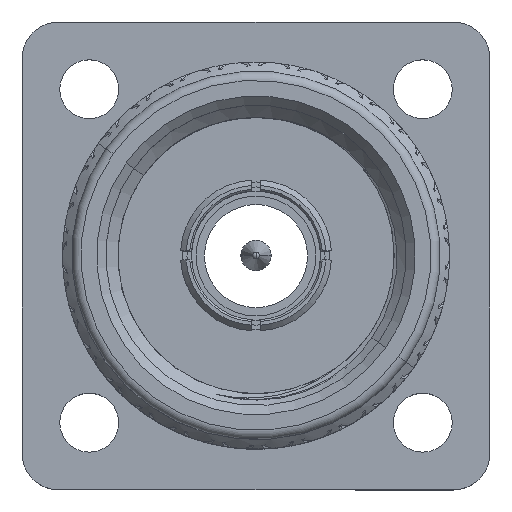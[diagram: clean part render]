
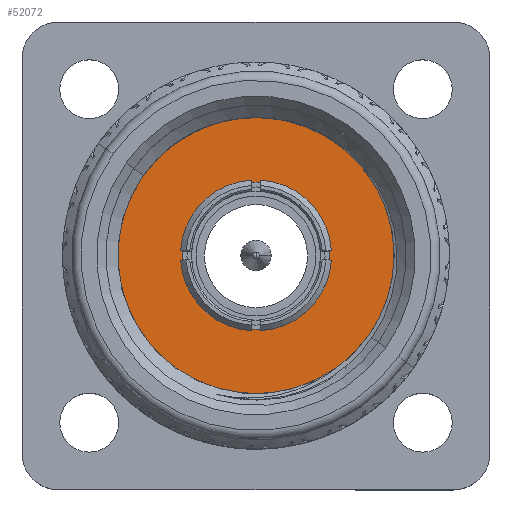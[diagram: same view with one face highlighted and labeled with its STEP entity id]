
A CAD part, top view. The second image highlights one B-rep face of the part: STEP entity #52072.
In plain terms, the highlighted planar face has unit normal (0, 0, 1).
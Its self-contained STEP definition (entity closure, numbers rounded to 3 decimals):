
#2367 = ORIENTED_EDGE ( 'NONE', *, *, #17258, .F. ) ;
#3961 = VERTEX_POINT ( 'NONE', #74410 ) ;
#4007 = ORIENTED_EDGE ( 'NONE', *, *, #98123, .F. ) ;
#5799 = DIRECTION ( 'NONE',  ( -1., 0., 0. ) ) ;
#15946 = DIRECTION ( 'NONE',  ( -1., 0., 0. ) ) ;
#17258 = EDGE_CURVE ( 'NONE', #62022, #33231, #83178, .T. ) ;
#20370 = DIRECTION ( 'NONE',  ( 0., 0., -1. ) ) ;
#22381 = EDGE_LOOP ( 'NONE', ( #2367, #4007 ) ) ;
#23299 = DIRECTION ( 'NONE',  ( 0., 0., -1. ) ) ;
#28505 = CARTESIAN_POINT ( 'NONE',  ( 0., 0., 11.5 ) ) ;
#33231 = VERTEX_POINT ( 'NONE', #85185 ) ;
#33764 = DIRECTION ( 'NONE',  ( -1., 0., 0. ) ) ;
#41769 = CARTESIAN_POINT ( 'NONE',  ( -7.85, 0., 11.5 ) ) ;
#41961 = PLANE ( 'NONE',  #106085 ) ;
#42530 = FACE_OUTER_BOUND ( 'NONE', #22381, .T. ) ;
#45235 = CIRCLE ( 'NONE', #112254, 7.85 ) ;
#47755 = VERTEX_POINT ( 'NONE', #113771 ) ;
#52072 = ADVANCED_FACE ( 'NONE', ( #42530, #103801 ), #41961, .F. ) ;
#55178 = EDGE_CURVE ( 'NONE', #3961, #47755, #108110, .T. ) ;
#55196 = AXIS2_PLACEMENT_3D ( 'NONE', #113652, #23299, #33764 ) ;
#60267 = DIRECTION ( 'NONE',  ( 0., 0., -1. ) ) ;
#62022 = VERTEX_POINT ( 'NONE', #41769 ) ;
#62264 = EDGE_CURVE ( 'NONE', #47755, #3961, #97001, .T. ) ;
#63543 = EDGE_LOOP ( 'NONE', ( #108423, #98256 ) ) ;
#69017 = CARTESIAN_POINT ( 'NONE',  ( 0., 0., 11.5 ) ) ;
#69035 = AXIS2_PLACEMENT_3D ( 'NONE', #28505, #20370, #108428 ) ;
#73212 = DIRECTION ( 'NONE',  ( -1., 0., 0. ) ) ;
#74410 = CARTESIAN_POINT ( 'NONE',  ( 4., 0., 11.5 ) ) ;
#74916 = DIRECTION ( 'NONE',  ( 0., 0., -1. ) ) ;
#77508 = CARTESIAN_POINT ( 'NONE',  ( 0., 0., 11.5 ) ) ;
#83178 = CIRCLE ( 'NONE', #55196, 7.85 ) ;
#83702 = CARTESIAN_POINT ( 'NONE',  ( 0., 0., 11.5 ) ) ;
#85185 = CARTESIAN_POINT ( 'NONE',  ( 7.85, 0., 11.5 ) ) ;
#97001 = CIRCLE ( 'NONE', #69035, 4. ) ;
#98123 = EDGE_CURVE ( 'NONE', #33231, #62022, #45235, .T. ) ;
#98256 = ORIENTED_EDGE ( 'NONE', *, *, #55178, .T. ) ;
#100613 = AXIS2_PLACEMENT_3D ( 'NONE', #83702, #74916, #73212 ) ;
#103801 = FACE_BOUND ( 'NONE', #63543, .T. ) ;
#106085 = AXIS2_PLACEMENT_3D ( 'NONE', #77508, #113106, #5799 ) ;
#108110 = CIRCLE ( 'NONE', #100613, 4. ) ;
#108423 = ORIENTED_EDGE ( 'NONE', *, *, #62264, .T. ) ;
#108428 = DIRECTION ( 'NONE',  ( -1., 0., 0. ) ) ;
#112254 = AXIS2_PLACEMENT_3D ( 'NONE', #69017, #60267, #15946 ) ;
#113106 = DIRECTION ( 'NONE',  ( 0., 0., -1. ) ) ;
#113652 = CARTESIAN_POINT ( 'NONE',  ( 0., 0., 11.5 ) ) ;
#113771 = CARTESIAN_POINT ( 'NONE',  ( -4., 0., 11.5 ) ) ;
